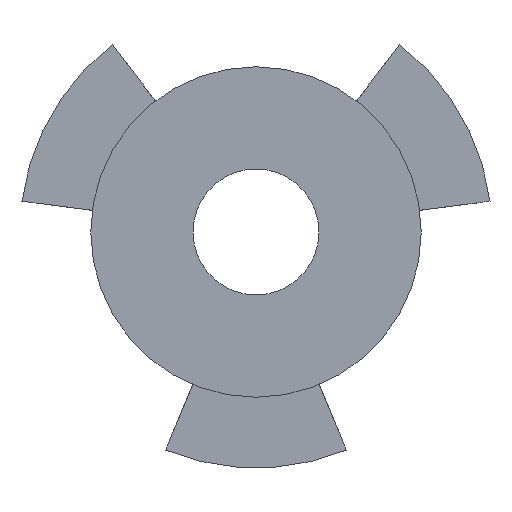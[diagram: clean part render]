
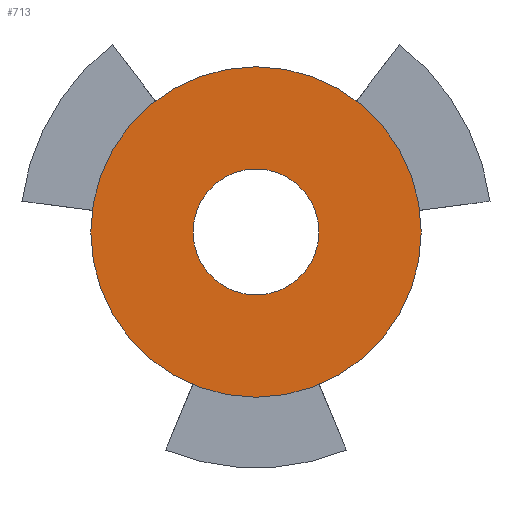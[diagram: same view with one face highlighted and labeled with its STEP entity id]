
A CAD part, front view. The second image highlights one B-rep face of the part: STEP entity #713.
In plain terms, the highlighted planar face has unit normal (0, -1, 0).
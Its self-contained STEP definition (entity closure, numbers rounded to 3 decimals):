
#31=FACE_BOUND('',#127,.T.);
#52=PLANE('',#816);
#86=FACE_OUTER_BOUND('',#126,.T.);
#126=EDGE_LOOP('',(#654));
#127=EDGE_LOOP('',(#655));
#290=CIRCLE('',#815,20.);
#291=CIRCLE('',#817,52.5);
#356=VERTEX_POINT('',#1243);
#357=VERTEX_POINT('',#1247);
#455=EDGE_CURVE('',#356,#356,#290,.T.);
#457=EDGE_CURVE('',#357,#357,#291,.T.);
#654=ORIENTED_EDGE('',*,*,#457,.T.);
#655=ORIENTED_EDGE('',*,*,#455,.T.);
#713=ADVANCED_FACE('',(#86,#31),#52,.T.);
#815=AXIS2_PLACEMENT_3D('',#1244,#1028,#1029);
#816=AXIS2_PLACEMENT_3D('',#1246,#1031,#1032);
#817=AXIS2_PLACEMENT_3D('',#1248,#1033,#1034);
#1028=DIRECTION('center_axis',(0.,1.,0.));
#1029=DIRECTION('ref_axis',(1.,0.,0.));
#1031=DIRECTION('center_axis',(0.,-1.,0.));
#1032=DIRECTION('ref_axis',(1.,0.,0.));
#1033=DIRECTION('center_axis',(0.,-1.,0.));
#1034=DIRECTION('ref_axis',(1.,0.,0.));
#1243=CARTESIAN_POINT('',(-20.,-180.,0.));
#1244=CARTESIAN_POINT('Origin',(0.,-180.,0.));
#1246=CARTESIAN_POINT('Origin',(0.,-180.,0.));
#1247=CARTESIAN_POINT('',(52.5,-180.,0.));
#1248=CARTESIAN_POINT('Origin',(0.,-180.,0.));
